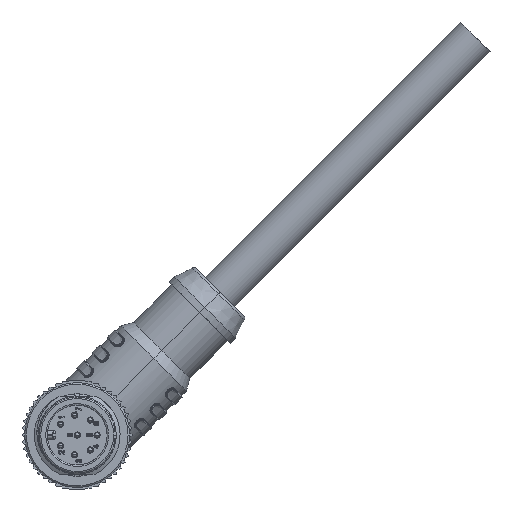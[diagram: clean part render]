
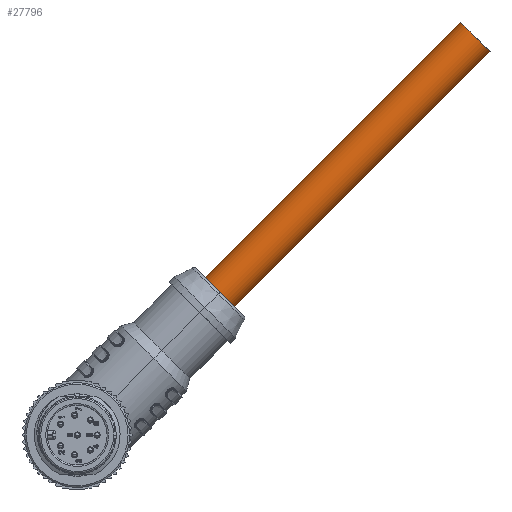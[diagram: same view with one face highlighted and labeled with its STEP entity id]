
A CAD part, left-side view. The second image highlights one B-rep face of the part: STEP entity #27796.
In plain terms, the highlighted cylindrical face has radius 2.9 mm (diameter 5.8 mm), a partial arc.
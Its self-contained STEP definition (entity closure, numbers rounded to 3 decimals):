
#6009=CARTESIAN_POINT('',(22.8,-19.799,19.799));
#6010=DIRECTION('',(0.,-0.707,0.707));
#6011=DIRECTION('',(0.,0.707,0.707));
#6012=AXIS2_PLACEMENT_3D('',#6009,#6010,#6011);
#6014=DIRECTION('',(0.,0.707,-0.707));
#6015=VECTOR('',#6014,50.);
#6016=CARTESIAN_POINT('',(22.8,-53.104,57.205));
#6017=LINE('',#6016,#6015);
#6018=DIRECTION('',(0.,0.707,-0.707));
#6019=VECTOR('',#6018,50.);
#6020=CARTESIAN_POINT('',(22.8,-57.205,53.104));
#6021=LINE('',#6020,#6019);
#6027=CARTESIAN_POINT('',(22.8,-55.154,55.154));
#6028=DIRECTION('',(0.,0.707,-0.707));
#6029=DIRECTION('',(0.,-0.707,-0.707));
#6030=AXIS2_PLACEMENT_3D('',#6027,#6028,#6029);
#19835=CARTESIAN_POINT('',(22.8,-21.85,17.748));
#19836=CARTESIAN_POINT('',(22.8,-17.748,21.85));
#19837=VERTEX_POINT('',#19835);
#19838=VERTEX_POINT('',#19836);
#19839=CARTESIAN_POINT('',(22.8,-57.205,53.104));
#19840=VERTEX_POINT('',#19839);
#19841=CARTESIAN_POINT('',(22.8,-53.104,57.205));
#19842=VERTEX_POINT('',#19841);
#27784=CARTESIAN_POINT('',(22.8,-12.728,12.728));
#27785=DIRECTION('',(0.,-0.707,0.707));
#27786=DIRECTION('',(0.,-0.707,-0.707));
#27787=AXIS2_PLACEMENT_3D('',#27784,#27785,#27786);
#27788=CYLINDRICAL_SURFACE('',#27787,2.9);
#27789=ORIENTED_EDGE('',*,*,#27764,.F.);
#27790=ORIENTED_EDGE('',*,*,#27779,.F.);
#27792=ORIENTED_EDGE('',*,*,#27791,.F.);
#27793=ORIENTED_EDGE('',*,*,#27775,.T.);
#27794=EDGE_LOOP('',(#27789,#27790,#27792,#27793));
#27795=FACE_OUTER_BOUND('',#27794,.F.);
#27796=ADVANCED_FACE('',(#27795),#27788,.T.);
#6013=CIRCLE('',#6012,2.9);
#6031=CIRCLE('',#6030,2.9);
#27764=EDGE_CURVE('',#19838,#19837,#6013,.T.);
#27775=EDGE_CURVE('',#19840,#19837,#6021,.T.);
#27779=EDGE_CURVE('',#19842,#19838,#6017,.T.);
#27791=EDGE_CURVE('',#19840,#19842,#6031,.T.);
